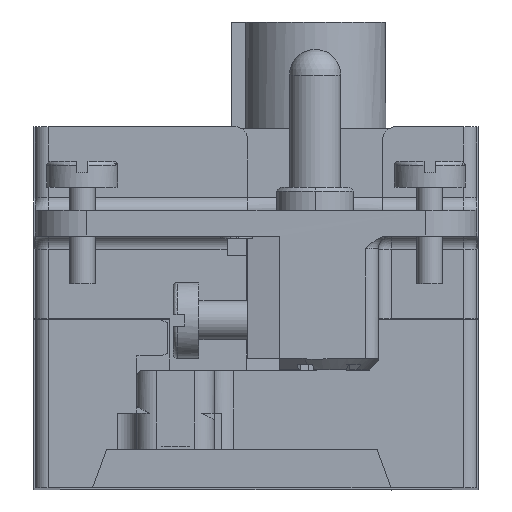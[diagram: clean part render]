
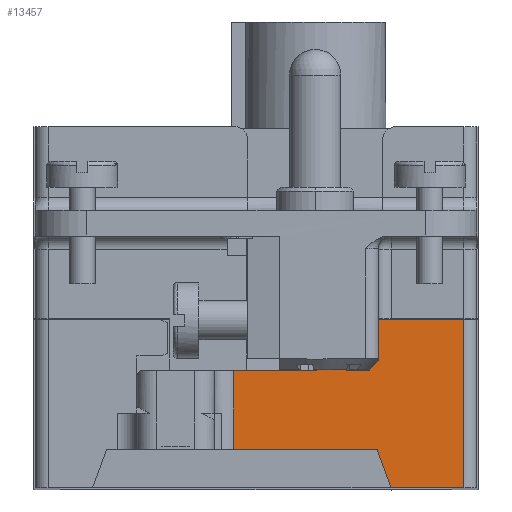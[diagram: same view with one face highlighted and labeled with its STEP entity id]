
A CAD part, top view. The second image highlights one B-rep face of the part: STEP entity #13457.
In plain terms, the highlighted planar face has unit normal (0, 0, 1).
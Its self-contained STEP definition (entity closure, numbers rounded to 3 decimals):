
#1729=DIRECTION('',(1.,0.,0.));
#1730=VECTOR('',#1729,5.659);
#1731=CARTESIAN_POINT('',(-20.376,-0.05,
3.35));
#1732=LINE('',#1731,#1730);
#1737=DIRECTION('',(0.,1.,0.));
#1738=VECTOR('',#1737,13.05);
#1739=CARTESIAN_POINT('',(-14.717,-0.05,
3.35));
#1740=LINE('',#1739,#1738);
#1934=DIRECTION('',(1.,0.,0.));
#1935=VECTOR('',#1934,10.95);
#1936=CARTESIAN_POINT('',(-25.667,13.,3.35));
#1937=LINE('',#1936,#1935);
#1938=DIRECTION('',(-0.342,0.94,0.));
#1939=VECTOR('',#1938,3.192);
#1940=CARTESIAN_POINT('',(-20.376,-0.05,
3.35));
#1941=LINE('',#1940,#1939);
#1942=DIRECTION('',(1.,0.,0.));
#1943=VECTOR('',#1942,6.45);
#1944=CARTESIAN_POINT('',(-32.617,9.05,3.35));
#1945=LINE('',#1944,#1943);
#1946=DIRECTION('',(0.,1.,0.));
#1947=VECTOR('',#1946,3.75);
#1948=CARTESIAN_POINT('',(-26.167,9.05,3.35));
#1949=LINE('',#1948,#1947);
#1950=DIRECTION('',(0.928,0.371,0.));
#1951=VECTOR('',#1950,0.539);
#1952=CARTESIAN_POINT('',(-26.167,12.8,3.35));
#1953=LINE('',#1952,#1951);
#2171=DIRECTION('',(1.,0.,0.));
#2172=VECTOR('',#2171,11.15);
#2173=CARTESIAN_POINT('',(-32.617,2.95,3.35));
#2174=LINE('',#2173,#2172);
#2476=DIRECTION('',(0.,-1.,0.));
#2477=VECTOR('',#2476,6.1);
#2478=CARTESIAN_POINT('',(-32.617,9.05,3.35));
#2479=LINE('',#2478,#2477);
#9199=CARTESIAN_POINT('',(-14.717,-0.05,
3.35));
#9201=VERTEX_POINT('',#9199);
#9229=CARTESIAN_POINT('',(-20.376,-0.05,
3.35));
#9230=VERTEX_POINT('',#9229);
#9233=CARTESIAN_POINT('',(-14.717,13.,3.35));
#9234=VERTEX_POINT('',#9233);
#9239=CARTESIAN_POINT('',(-25.667,13.,3.35));
#9240=VERTEX_POINT('',#9239);
#9300=CARTESIAN_POINT('',(-26.167,9.05,3.35));
#9301=VERTEX_POINT('',#9300);
#9302=CARTESIAN_POINT('',(-32.617,9.05,3.35));
#9303=VERTEX_POINT('',#9302);
#9317=CARTESIAN_POINT('',(-26.167,12.8,3.35));
#9318=VERTEX_POINT('',#9317);
#9319=CARTESIAN_POINT('',(-21.467,2.95,3.35));
#9320=VERTEX_POINT('',#9319);
#9321=CARTESIAN_POINT('',(-32.617,2.95,3.35));
#9322=VERTEX_POINT('',#9321);
#13438=CARTESIAN_POINT('',(-13.717,0.95,
3.35));
#13439=DIRECTION('',(0.,0.,1.));
#13440=DIRECTION('',(-1.,0.,0.));
#13441=AXIS2_PLACEMENT_3D('',#13438,#13439,#13440);
#13442=PLANE('',#13441);
#13443=ORIENTED_EDGE('',*,*,#13220,.T.);
#13444=ORIENTED_EDGE('',*,*,#13189,.F.);
#13445=ORIENTED_EDGE('',*,*,#13170,.F.);
#13447=ORIENTED_EDGE('',*,*,#13446,.T.);
#13449=ORIENTED_EDGE('',*,*,#13448,.F.);
#13451=ORIENTED_EDGE('',*,*,#13450,.F.);
#13452=ORIENTED_EDGE('',*,*,#13385,.T.);
#13453=ORIENTED_EDGE('',*,*,#13419,.T.);
#13454=ORIENTED_EDGE('',*,*,#13432,.T.);
#13455=EDGE_LOOP('',(#13443,#13444,#13445,#13447,#13449,#13451,#13452,#13453,
#13454));
#13456=FACE_OUTER_BOUND('',#13455,.F.);
#13170=EDGE_CURVE('',#9230,#9201,#1732,.T.);
#13189=EDGE_CURVE('',#9201,#9234,#1740,.T.);
#13220=EDGE_CURVE('',#9240,#9234,#1937,.T.);
#13385=EDGE_CURVE('',#9303,#9301,#1945,.T.);
#13419=EDGE_CURVE('',#9301,#9318,#1949,.T.);
#13432=EDGE_CURVE('',#9318,#9240,#1953,.T.);
#13446=EDGE_CURVE('',#9230,#9320,#1941,.T.);
#13448=EDGE_CURVE('',#9322,#9320,#2174,.T.);
#13450=EDGE_CURVE('',#9303,#9322,#2479,.T.);
#13457=ADVANCED_FACE('',(#13456),#13442,.T.);
